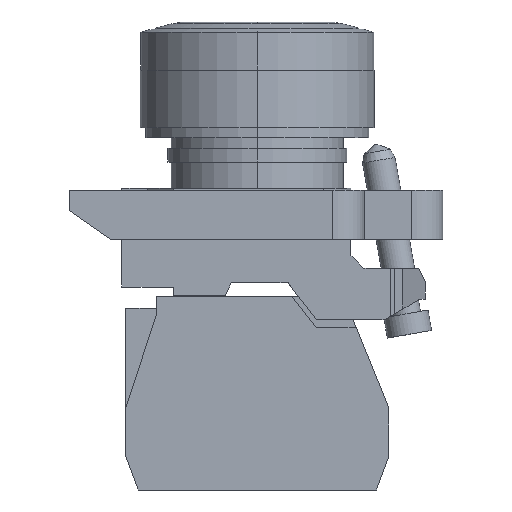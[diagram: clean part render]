
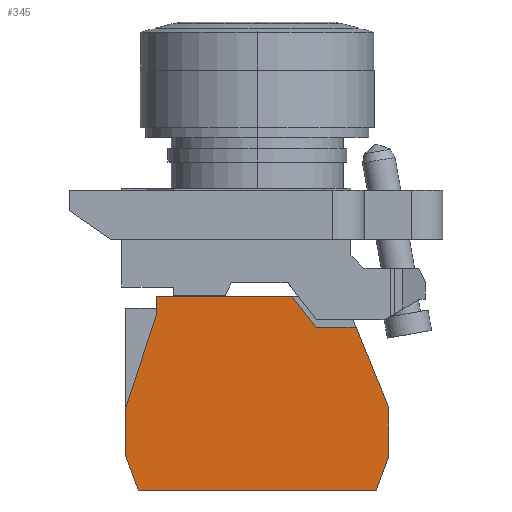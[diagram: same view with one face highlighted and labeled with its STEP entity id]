
A CAD part, left-side view. The second image highlights one B-rep face of the part: STEP entity #345.
In plain terms, the highlighted planar face has unit normal (-1, 0, 0).
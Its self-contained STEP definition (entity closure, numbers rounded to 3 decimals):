
#345=ADVANCED_FACE('',(#911),#912,.T.);
#911=FACE_OUTER_BOUND('',#1756,.T.);
#912=PLANE('',#1757);
#1756=EDGE_LOOP('',(#2585,#2586,#2587,#2588,#2589,#2590,#2591,#2592,#2593,#2594,#2595));
#1757=AXIS2_PLACEMENT_3D('',#2596,#2597,#2598);
#2585=ORIENTED_EDGE('',*,*,#4903,.F.);
#2586=ORIENTED_EDGE('',*,*,#4904,.T.);
#2587=ORIENTED_EDGE('',*,*,#4905,.T.);
#2588=ORIENTED_EDGE('',*,*,#4906,.T.);
#2589=ORIENTED_EDGE('',*,*,#4907,.T.);
#2590=ORIENTED_EDGE('',*,*,#4908,.T.);
#2591=ORIENTED_EDGE('',*,*,#4909,.T.);
#2592=ORIENTED_EDGE('',*,*,#4910,.F.);
#2593=ORIENTED_EDGE('',*,*,#4911,.F.);
#2594=ORIENTED_EDGE('',*,*,#4912,.T.);
#2595=ORIENTED_EDGE('',*,*,#4895,.T.);
#2596=CARTESIAN_POINT('',(-14.825,-16.,-30.1));
#2597=DIRECTION('',(-1.0,0.,0.));
#2598=DIRECTION('',(0.0,0.,-1.0));
#4895=EDGE_CURVE('',#5818,#5816,#5819,.T.);
#4903=EDGE_CURVE('',#5832,#5816,#5833,.T.);
#4904=EDGE_CURVE('',#5832,#5834,#5835,.T.);
#4905=EDGE_CURVE('',#5834,#5836,#5837,.T.);
#4906=EDGE_CURVE('',#5836,#5838,#5839,.T.);
#4907=EDGE_CURVE('',#5838,#5840,#5841,.T.);
#4908=EDGE_CURVE('',#5840,#5842,#5843,.T.);
#4909=EDGE_CURVE('',#5842,#5844,#5845,.T.);
#4910=EDGE_CURVE('',#5846,#5844,#5847,.T.);
#4911=EDGE_CURVE('',#5848,#5846,#5849,.T.);
#4912=EDGE_CURVE('',#5848,#5818,#5850,.T.);
#5816=VERTEX_POINT('',#7167);
#5818=VERTEX_POINT('',#7170);
#5819=LINE('',#7171,#7172);
#5832=VERTEX_POINT('',#7191);
#5833=LINE('',#7192,#7193);
#5834=VERTEX_POINT('',#7194);
#5835=LINE('',#7195,#7196);
#5836=VERTEX_POINT('',#7197);
#5837=LINE('',#7198,#7199);
#5838=VERTEX_POINT('',#7200);
#5839=LINE('',#7201,#7202);
#5840=VERTEX_POINT('',#7203);
#5841=LINE('',#7204,#7205);
#5842=VERTEX_POINT('',#7206);
#5843=LINE('',#7207,#7208);
#5844=VERTEX_POINT('',#7209);
#5845=LINE('',#7210,#7211);
#5846=VERTEX_POINT('',#7212);
#5847=LINE('',#7213,#7214);
#5848=VERTEX_POINT('',#7215);
#5849=LINE('',#7216,#7217);
#5850=LINE('',#7218,#7219);
#7167=CARTESIAN_POINT('',(-14.825,12.3,-8.9));
#7170=CARTESIAN_POINT('',(-14.825,12.3,-6.5));
#7171=CARTESIAN_POINT('',(-14.825,12.3,-6.5));
#7172=VECTOR('',#8997,1.0);
#7191=CARTESIAN_POINT('',(-14.825,16.0,-20.113));
#7192=CARTESIAN_POINT('',(-14.825,16.0,-20.113));
#7193=VECTOR('',#9004,1.0);
#7194=CARTESIAN_POINT('',(-14.825,16.0,-25.979));
#7195=CARTESIAN_POINT('',(-14.825,16.0,-30.1));
#7196=VECTOR('',#9005,1.0);
#7197=CARTESIAN_POINT('',(-14.825,14.5,-30.1));
#7198=CARTESIAN_POINT('',(-14.825,16.0,-25.979));
#7199=VECTOR('',#9006,1.0);
#7200=CARTESIAN_POINT('',(-14.825,-14.5,-30.1));
#7201=CARTESIAN_POINT('',(-14.825,14.5,-30.1));
#7202=VECTOR('',#9007,1.0);
#7203=CARTESIAN_POINT('',(-14.825,-16.,-25.979));
#7204=CARTESIAN_POINT('',(-14.825,-14.5,-30.1));
#7205=VECTOR('',#9008,1.0);
#7206=CARTESIAN_POINT('',(-14.825,-16.,-20.113));
#7207=CARTESIAN_POINT('',(-14.825,-16.,-25.979));
#7208=VECTOR('',#9009,1.0);
#7209=CARTESIAN_POINT('',(-14.825,-12.035,-10.3));
#7210=CARTESIAN_POINT('',(-14.825,-16.,-20.113));
#7211=VECTOR('',#9010,1.0);
#7212=CARTESIAN_POINT('',(-14.825,-7.169,-10.3));
#7213=CARTESIAN_POINT('',(-14.825,-7.169,-10.3));
#7214=VECTOR('',#9011,1.0);
#7215=CARTESIAN_POINT('',(-14.825,-4.2,-6.5));
#7216=CARTESIAN_POINT('',(-14.825,-4.2,-6.5));
#7217=VECTOR('',#9012,1.0);
#7218=CARTESIAN_POINT('',(-14.825,-10.5,-6.5));
#7219=VECTOR('',#9013,1.0);
#8997=DIRECTION('',(0.0,0.,-1.0));
#9004=DIRECTION('',(0.,-0.313,0.95));
#9005=DIRECTION('',(0.0,0.,-1.0));
#9006=DIRECTION('',(0.,-0.342,-0.94));
#9007=DIRECTION('',(0.,-1.0,0.));
#9008=DIRECTION('',(0.,-0.342,0.94));
#9009=DIRECTION('',(0.,0.,1.0));
#9010=DIRECTION('',(0.,0.375,0.927));
#9011=DIRECTION('',(0.,-1.0,0.));
#9012=DIRECTION('',(0.,-0.616,-0.788));
#9013=DIRECTION('',(0.,1.0,0.));
